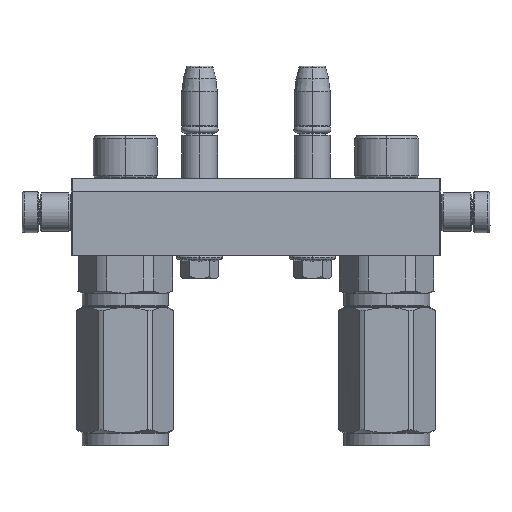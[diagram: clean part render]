
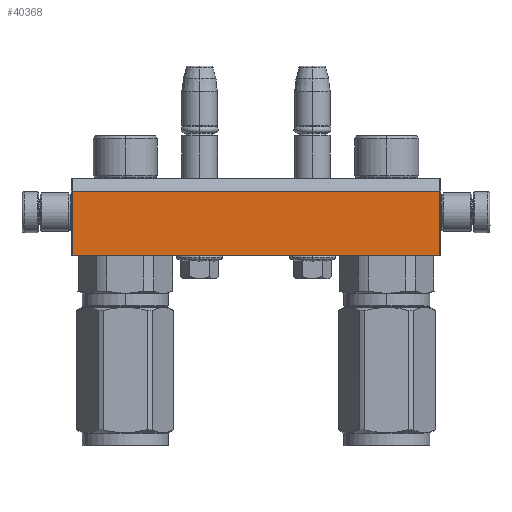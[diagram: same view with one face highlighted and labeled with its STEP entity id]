
A CAD part, left-side view. The second image highlights one B-rep face of the part: STEP entity #40368.
In plain terms, the highlighted face is planar.
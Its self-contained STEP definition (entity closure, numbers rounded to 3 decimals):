
#215 = VERTEX_POINT ( 'NONE', #22146 ) ;
#3010 = LINE ( 'NONE', #41871, #36406 ) ;
#6813 = LINE ( 'NONE', #20268, #23512 ) ;
#8162 = ORIENTED_EDGE ( 'NONE', *, *, #34816, .T. ) ;
#9231 = LINE ( 'NONE', #41110, #21055 ) ;
#12841 = PLANE ( 'NONE',  #34054 ) ;
#17317 = DIRECTION ( 'NONE',  ( 0., 0., -1. ) ) ;
#20268 = CARTESIAN_POINT ( 'NONE',  ( 0.5, 5., -90. ) ) ;
#21055 = VECTOR ( 'NONE', #40744, 1000. ) ;
#21588 = CARTESIAN_POINT ( 'NONE',  ( 144., 0., -90. ) ) ;
#22146 = CARTESIAN_POINT ( 'NONE',  ( 143.5, 30., -90. ) ) ;
#23512 = VECTOR ( 'NONE', #51855, 1000. ) ;
#23630 = ORIENTED_EDGE ( 'NONE', *, *, #53429, .F. ) ;
#24049 = EDGE_CURVE ( 'NONE', #44047, #215, #9231, .T. ) ;
#25004 = VERTEX_POINT ( 'NONE', #42953 ) ;
#28026 = EDGE_CURVE ( 'NONE', #49494, #25004, #6813, .T. ) ;
#28088 = FACE_OUTER_BOUND ( 'NONE', #55162, .T. ) ;
#30775 = DIRECTION ( 'NONE',  ( -1., 0., 0. ) ) ;
#31012 = ORIENTED_EDGE ( 'NONE', *, *, #24049, .F. ) ;
#34054 = AXIS2_PLACEMENT_3D ( 'NONE', #21588, #17317, #30775 ) ;
#34816 = EDGE_CURVE ( 'NONE', #44047, #49494, #55842, .T. ) ;
#36406 = VECTOR ( 'NONE', #56846, 1000. ) ;
#40368 = ADVANCED_FACE ( 'NONE', ( #28088 ), #12841, .T. ) ;
#40744 = DIRECTION ( 'NONE',  ( 0., 1., 0. ) ) ;
#41110 = CARTESIAN_POINT ( 'NONE',  ( 143.5, 5., -90. ) ) ;
#41871 = CARTESIAN_POINT ( 'NONE',  ( 143.5, 30., -90. ) ) ;
#42953 = CARTESIAN_POINT ( 'NONE',  ( 0.5, 30., -90. ) ) ;
#44047 = VERTEX_POINT ( 'NONE', #57056 ) ;
#44735 = CARTESIAN_POINT ( 'NONE',  ( 143.5, 5., -90. ) ) ;
#45451 = CARTESIAN_POINT ( 'NONE',  ( 0.5, 5., -90. ) ) ;
#49205 = DIRECTION ( 'NONE',  ( -1., 0., 0. ) ) ;
#49494 = VERTEX_POINT ( 'NONE', #45451 ) ;
#51855 = DIRECTION ( 'NONE',  ( 0., 1., 0. ) ) ;
#53098 = VECTOR ( 'NONE', #49205, 1000. ) ;
#53429 = EDGE_CURVE ( 'NONE', #215, #25004, #3010, .T. ) ;
#55162 = EDGE_LOOP ( 'NONE', ( #23630, #31012, #8162, #55512 ) ) ;
#55512 = ORIENTED_EDGE ( 'NONE', *, *, #28026, .T. ) ;
#55842 = LINE ( 'NONE', #44735, #53098 ) ;
#56846 = DIRECTION ( 'NONE',  ( -1., 0., 0. ) ) ;
#57056 = CARTESIAN_POINT ( 'NONE',  ( 143.5, 5., -90. ) ) ;
